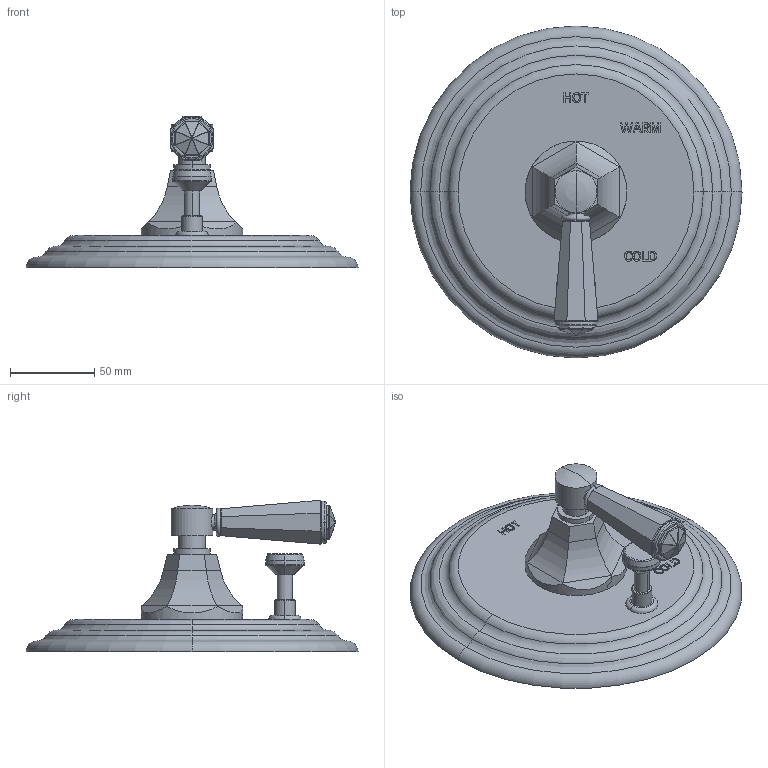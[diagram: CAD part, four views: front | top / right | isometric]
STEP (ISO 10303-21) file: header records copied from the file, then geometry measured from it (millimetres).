
FILE_DESCRIPTION((''),'2;1');
FILE_NAME('5-1232BP','2021-06-07T16:43:25',('jinson.thomas'),(''),'CREO PARAMETRIC BY PTC INC, 2018400','CREO PARAMETRIC BY PTC INC, 2018400','');
FILE_SCHEMA(('CONFIG_CONTROL_DESIGN'));
Length unit declared in the file: inch
Products named in the file (1): 5-1232BP
Bounding box: 196.85 x 196.85 x 89.85 mm (x, y, z)
Volume: 550772.3 mm3; surface area: 79045.7 mm2
Topology: 1 solids, 1 shells, 331 faces, 799 edges, 497 vertices
Faces by surface type: plane 171, extrusion 64, cylinder 50, torus 26, sphere 16, cone 4
Entity records: 10640 total; most frequent: CARTESIAN_POINT 3088, ORIENTED_EDGE 1594, DIRECTION 1394, EDGE_CURVE 797, VECTOR 564, LINE 500, VERTEX_POINT 497, AXIS2_PLACEMENT_3D 415
